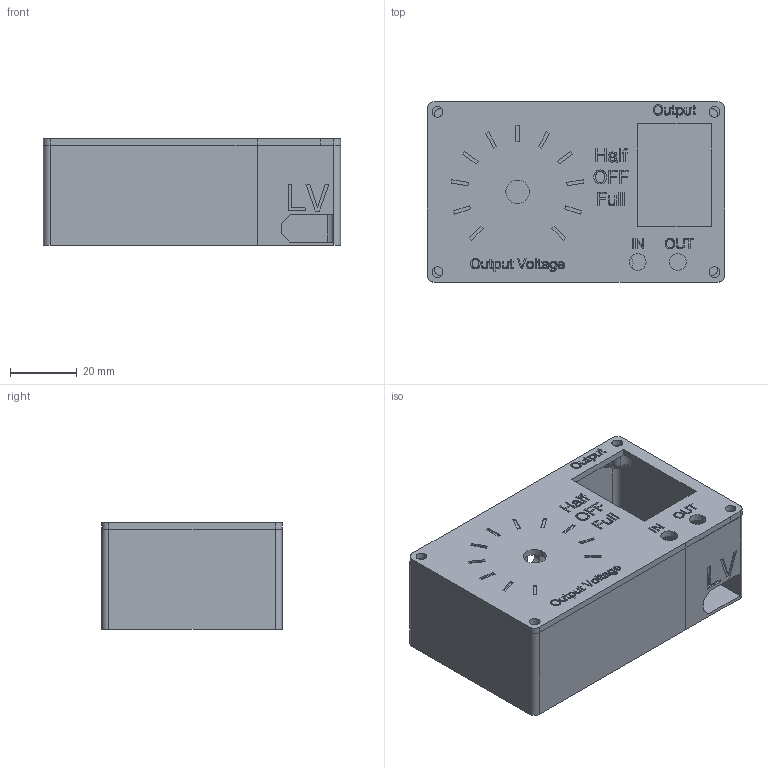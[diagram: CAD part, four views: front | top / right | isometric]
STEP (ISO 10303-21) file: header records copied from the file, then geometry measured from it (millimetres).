
FILE_DESCRIPTION(/* description */ (''),/* implementation_level */ '2;1');
FILE_NAME(/* name */ '25W-HV-Converter.step',/* time_stamp */ '2024-10-05T23:22:46+02:00',/* author */ (''),/* organization */ (''),/* preprocessor_version */ 'ST-DEVELOPER v20',/* originating_system */ 'Autodesk Translation Framework v13.14.0.145',/* authorisation */ '');
FILE_SCHEMA (('AUTOMOTIVE_DESIGN { 1 0 10303 214 3 1 1 }'));
Length unit declared in the file: millimetre
Products named in the file (1): 25W-HV-Converter
Bounding box: 89 x 54 x 32 mm (x, y, z)
Volume: 27213 mm3; surface area: 34826.4 mm2
Topology: 2 solids, 2 shells, 1072 faces, 2999 edges, 1988 vertices
Faces by surface type: bspline 506, plane 479, cylinder 71, torus 16
Full cylindrical faces by diameter (mm): 3.2 x8, 4 x4, 5 x2, 6.4 x4, 7 x1
Entity records: 39130 total; most frequent: CARTESIAN_POINT 14802, ORIENTED_EDGE 5994, DIRECTION 3292, EDGE_CURVE 2997, VERTEX_POINT 1986, LINE 1780, VECTOR 1780, EDGE_LOOP 1173
